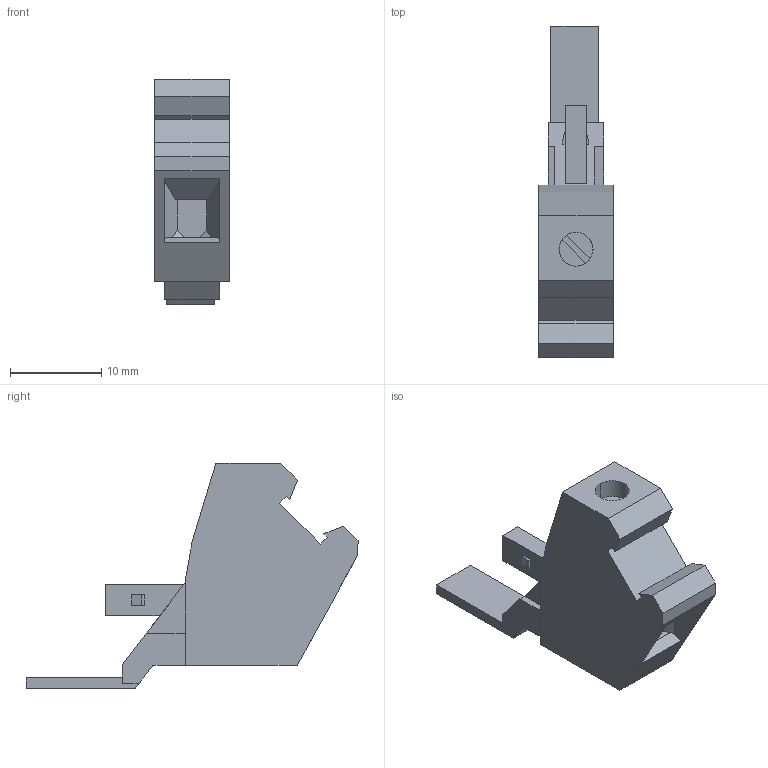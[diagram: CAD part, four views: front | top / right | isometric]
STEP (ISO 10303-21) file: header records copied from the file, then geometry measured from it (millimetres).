
FILE_DESCRIPTION(('Creo Elements/Direct Modeling STEP Export'),'2;1');
FILE_NAME('model.stp','2019-02-02T 0:18:16',(''),(''),'Creo Elements/Direct Modeling STEP processor for AP214 (Solid Model)','Creo Elements/Direct Modeling 18.1I 14-Aug-2016 (C) Parametric Technology GmbH','');
FILE_SCHEMA(('AUTOMOTIVE_DESIGN { 1 0 10303 214 1 1 1 1 }'));
Length unit declared in the file: millimetre
Products named in the file (2): AGK_4-UT_10-select
Assembly tree (1 placements, depth 2):
  AGK_4-UT_10-select
    AGK_4-UT_10-select
Bounding box: 8.1 x 36.3 x 24.65 mm (x, y, z)
Volume: 2475.2 mm3; surface area: 1832.7 mm2
Topology: 1 solids, 1 shells, 74 faces, 197 edges, 130 vertices
Faces by surface type: plane 72, cylinder 2
Entity records: 2833 total; most frequent: ORIENTED_EDGE 394, CARTESIAN_POINT 390, DIRECTION 335, EDGE_CURVE 197, VECTOR 185, LINE 185, VERTEX_POINT 130, EDGE_LOOP 79
